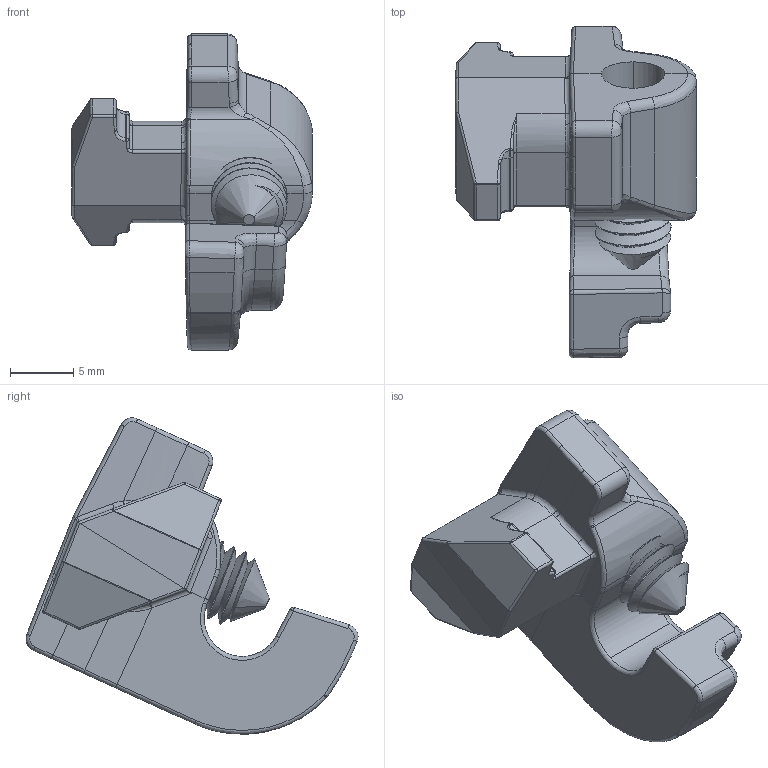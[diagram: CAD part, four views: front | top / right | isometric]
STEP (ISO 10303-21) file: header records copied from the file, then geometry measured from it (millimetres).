
FILE_DESCRIPTION (( 'STEP AP214' ), '1' );
FILE_NAME ('6520041', '2019-01-30T08:31:44', ( '' ), ('JUGARD+KÜNSTNER GmbH'), 'SwSTEP 2.0', 'SolidWorks 2017', '' );
FILE_SCHEMA (( 'AUTOMOTIVE_DESIGN' ));
Length unit declared in the file: millimetre
Products named in the file (3): 6520041; Part1; Part2
Assembly tree (2 placements, depth 2):
  6520041
    Part1
    Part2
Bounding box: 19 x 26.18 x 24.94 mm (x, y, z)
Volume: 2460.6 mm3; surface area: 2083.1 mm2
Topology: 1 solids, 2 shells, 246 faces, 586 edges, 333 vertices
Faces by surface type: bspline 104, cylinder 92, plane 46, cone 4
Entity records: 15561 total; most frequent: CARTESIAN_POINT 7926, ORIENTED_EDGE 1147, DIRECTION 820, EDGE_CURVE 578, VERTEX_POINT 331, AXIS2_PLACEMENT_3D 304, UNCERTAINTY_MEASURE_WITH_UNIT 252, SURFACE_STYLE_USAGE 249
